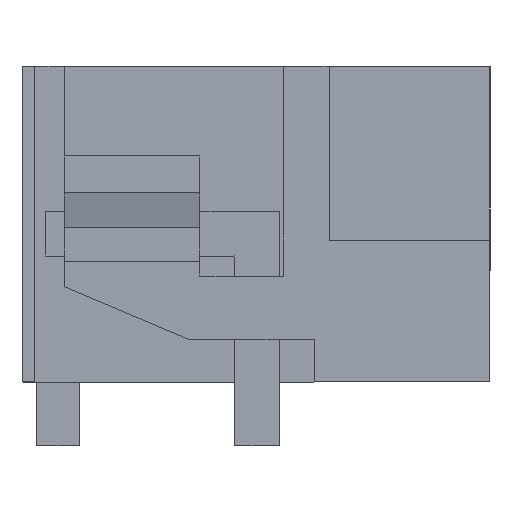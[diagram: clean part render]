
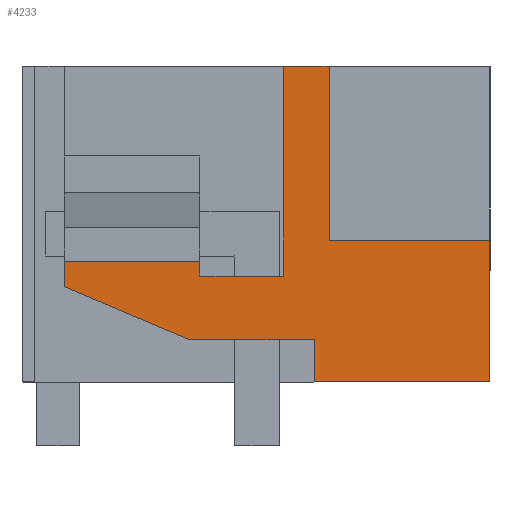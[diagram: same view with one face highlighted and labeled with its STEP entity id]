
A CAD part, left-side view. The second image highlights one B-rep face of the part: STEP entity #4233.
In plain terms, the highlighted planar face has unit normal (-1, 0, 0).
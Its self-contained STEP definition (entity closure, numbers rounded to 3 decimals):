
#4159=AXIS2_PLACEMENT_3D('Plane Axis2P3D',#4156,#4157,#4158) ;
#2017=CARTESIAN_POINT('Vertex',(0.,4.875,8.95)) ;
#2020=CARTESIAN_POINT('Line Origine',(0.,4.338,8.95)) ;
#2024=CARTESIAN_POINT('Vertex',(0.,3.8,8.95)) ;
#2541=CARTESIAN_POINT('Vertex',(0.,0.,1.5)) ;
#2544=CARTESIAN_POINT('Line Origine',(0.,2.075,1.5)) ;
#2548=CARTESIAN_POINT('Vertex',(0.,4.15,1.5)) ;
#3962=CARTESIAN_POINT('Vertex',(0.,10.05,3.75)) ;
#3965=CARTESIAN_POINT('Line Origine',(0.,10.05,4.05)) ;
#3969=CARTESIAN_POINT('Vertex',(0.,10.05,4.35)) ;
#4141=CARTESIAN_POINT('Vertex',(0.,4.875,4.)) ;
#4144=CARTESIAN_POINT('Line Origine',(0.,4.875,6.475)) ;
#4156=CARTESIAN_POINT('Axis2P3D Location',(0.,11.05,-1.7)) ;
#4161=CARTESIAN_POINT('Line Origine',(0.,5.863,4.)) ;
#4165=CARTESIAN_POINT('Vertex',(0.,6.85,4.)) ;
#4168=CARTESIAN_POINT('Line Origine',(0.,6.85,4.175)) ;
#4172=CARTESIAN_POINT('Vertex',(0.,6.85,4.35)) ;
#4175=CARTESIAN_POINT('Line Origine',(0.,8.45,4.35)) ;
#4180=CARTESIAN_POINT('Line Origine',(0.,8.571,3.123)) ;
#4184=CARTESIAN_POINT('Vertex',(0.,7.092,2.497)) ;
#4187=CARTESIAN_POINT('Line Origine',(0.,5.621,2.497)) ;
#4191=CARTESIAN_POINT('Vertex',(0.,4.15,2.497)) ;
#4194=CARTESIAN_POINT('Line Origine',(0.,4.15,1.998)) ;
#4199=CARTESIAN_POINT('Line Origine',(0.,0.,3.175)) ;
#4203=CARTESIAN_POINT('Vertex',(0.,0.,4.85)) ;
#4206=CARTESIAN_POINT('Line Origine',(0.,1.9,4.85)) ;
#4210=CARTESIAN_POINT('Vertex',(0.,3.8,4.85)) ;
#4213=CARTESIAN_POINT('Line Origine',(0.,3.8,6.9)) ;
#2021=DIRECTION('Vector Direction',(0.,-1.,0.)) ;
#2545=DIRECTION('Vector Direction',(0.,1.,0.)) ;
#3966=DIRECTION('Vector Direction',(0.,0.,-1.)) ;
#4145=DIRECTION('Vector Direction',(0.,0.,1.)) ;
#4157=DIRECTION('Axis2P3D Direction',(-1.,0.,0.)) ;
#4158=DIRECTION('Axis2P3D XDirection',(0.,-1.,0.)) ;
#4162=DIRECTION('Vector Direction',(0.,1.,0.)) ;
#4169=DIRECTION('Vector Direction',(0.,0.,1.)) ;
#4176=DIRECTION('Vector Direction',(0.,1.,0.)) ;
#4181=DIRECTION('Vector Direction',(0.,0.921,0.39)) ;
#4188=DIRECTION('Vector Direction',(0.,-1.,0.)) ;
#4195=DIRECTION('Vector Direction',(0.,0.,-1.)) ;
#4200=DIRECTION('Vector Direction',(0.,0.,-1.)) ;
#4207=DIRECTION('Vector Direction',(0.,1.,0.)) ;
#4214=DIRECTION('Vector Direction',(0.,0.,-1.)) ;
#2022=VECTOR('Line Direction',#2021,1.) ;
#2546=VECTOR('Line Direction',#2545,1.) ;
#3967=VECTOR('Line Direction',#3966,1.) ;
#4146=VECTOR('Line Direction',#4145,1.) ;
#4163=VECTOR('Line Direction',#4162,1.) ;
#4170=VECTOR('Line Direction',#4169,1.) ;
#4177=VECTOR('Line Direction',#4176,1.) ;
#4182=VECTOR('Line Direction',#4181,1.) ;
#4189=VECTOR('Line Direction',#4188,1.) ;
#4196=VECTOR('Line Direction',#4195,1.) ;
#4201=VECTOR('Line Direction',#4200,1.) ;
#4208=VECTOR('Line Direction',#4207,1.) ;
#4215=VECTOR('Line Direction',#4214,1.) ;
#4219=ORIENTED_EDGE('',*,*,#2026,.T.) ;
#4220=ORIENTED_EDGE('',*,*,#4148,.T.) ;
#4221=ORIENTED_EDGE('',*,*,#4167,.T.) ;
#4222=ORIENTED_EDGE('',*,*,#4174,.T.) ;
#4223=ORIENTED_EDGE('',*,*,#4179,.T.) ;
#4224=ORIENTED_EDGE('',*,*,#3971,.T.) ;
#4225=ORIENTED_EDGE('',*,*,#4186,.T.) ;
#4226=ORIENTED_EDGE('',*,*,#4193,.T.) ;
#4227=ORIENTED_EDGE('',*,*,#4198,.T.) ;
#4228=ORIENTED_EDGE('',*,*,#2550,.T.) ;
#4229=ORIENTED_EDGE('',*,*,#4205,.T.) ;
#4230=ORIENTED_EDGE('',*,*,#4212,.F.) ;
#4231=ORIENTED_EDGE('',*,*,#4217,.F.) ;
#4233=ADVANCED_FACE('HOUSING',(#4232),#4160,.T.) ;
#2026=EDGE_CURVE('',#2025,#2018,#2023,.F.) ;
#2550=EDGE_CURVE('',#2549,#2542,#2547,.F.) ;
#3971=EDGE_CURVE('',#3970,#3963,#3968,.T.) ;
#4148=EDGE_CURVE('',#2018,#4142,#4147,.F.) ;
#4167=EDGE_CURVE('',#4142,#4166,#4164,.T.) ;
#4174=EDGE_CURVE('',#4166,#4173,#4171,.T.) ;
#4179=EDGE_CURVE('',#4173,#3970,#4178,.T.) ;
#4186=EDGE_CURVE('',#3963,#4185,#4183,.F.) ;
#4193=EDGE_CURVE('',#4185,#4192,#4190,.T.) ;
#4198=EDGE_CURVE('',#4192,#2549,#4197,.T.) ;
#4205=EDGE_CURVE('',#2542,#4204,#4202,.F.) ;
#4212=EDGE_CURVE('',#4211,#4204,#4209,.F.) ;
#4217=EDGE_CURVE('',#2025,#4211,#4216,.T.) ;
#4218=EDGE_LOOP('',(#4219,#4220,#4221,#4222,#4223,#4224,#4225,#4226,#4227,#4228,#4229,#4230,#4231)) ;
#4232=FACE_OUTER_BOUND('',#4218,.T.) ;
#2023=LINE('Line',#2020,#2022) ;
#2547=LINE('Line',#2544,#2546) ;
#3968=LINE('Line',#3965,#3967) ;
#4147=LINE('Line',#4144,#4146) ;
#4164=LINE('Line',#4161,#4163) ;
#4171=LINE('Line',#4168,#4170) ;
#4178=LINE('Line',#4175,#4177) ;
#4183=LINE('Line',#4180,#4182) ;
#4190=LINE('Line',#4187,#4189) ;
#4197=LINE('Line',#4194,#4196) ;
#4202=LINE('Line',#4199,#4201) ;
#4209=LINE('Line',#4206,#4208) ;
#4216=LINE('Line',#4213,#4215) ;
#4160=PLANE('',#4159) ;
#2018=VERTEX_POINT('',#2017) ;
#2025=VERTEX_POINT('',#2024) ;
#2542=VERTEX_POINT('',#2541) ;
#2549=VERTEX_POINT('',#2548) ;
#3963=VERTEX_POINT('',#3962) ;
#3970=VERTEX_POINT('',#3969) ;
#4142=VERTEX_POINT('',#4141) ;
#4166=VERTEX_POINT('',#4165) ;
#4173=VERTEX_POINT('',#4172) ;
#4185=VERTEX_POINT('',#4184) ;
#4192=VERTEX_POINT('',#4191) ;
#4204=VERTEX_POINT('',#4203) ;
#4211=VERTEX_POINT('',#4210) ;
